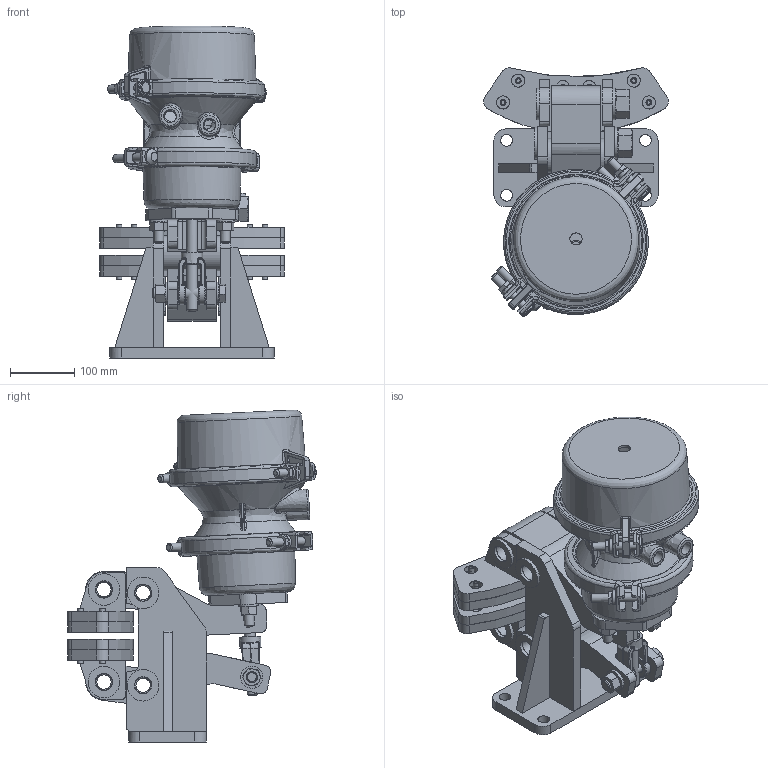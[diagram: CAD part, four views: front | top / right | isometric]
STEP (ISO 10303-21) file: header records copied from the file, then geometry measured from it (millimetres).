
FILE_DESCRIPTION(('FreeCAD Model'),'2;1');
FILE_NAME('Open CASCADE Shape Model','2025-04-17T10:17:29',('FreeCAD'),( 'FreeCAD'),'Open CASCADE STEP processor 7.6','FreeCAD','Unknown');
FILE_SCHEMA(('AUTOMOTIVE_DESIGN { 1 0 10303 214 1 1 1 1 }'));
Products named in the file (1): Open CASCADE STEP translator 7.6 1
Bounding box: 287.21 x 386.22 x 515.72 mm (x, y, z)
Volume: 6598965 mm3; surface area: 1460788 mm2
Topology: 70 solids, 70 shells, 1480 faces, 3285 edges, 1997 vertices
Faces by surface type: bspline 1480
Entity records: 46197 total; most frequent: CARTESIAN_POINT 27154, ORIENTED_EDGE 6570, EDGE_CURVE 3285, VERTEX_POINT 1997, FACE_BOUND 1724, EDGE_LOOP 1724, B_SPLINE_CURVE_WITH_KNOTS 1486, ADVANCED_FACE 1480
